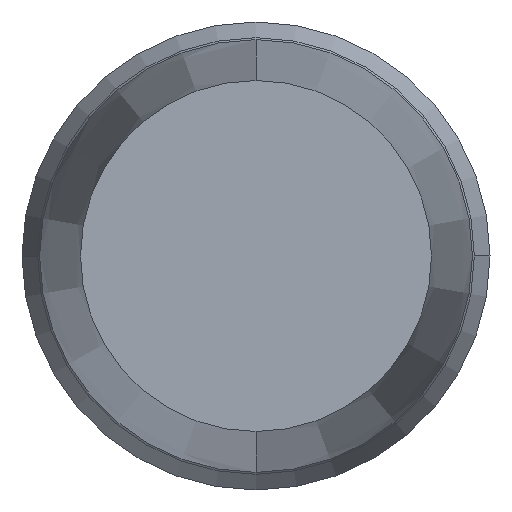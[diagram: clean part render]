
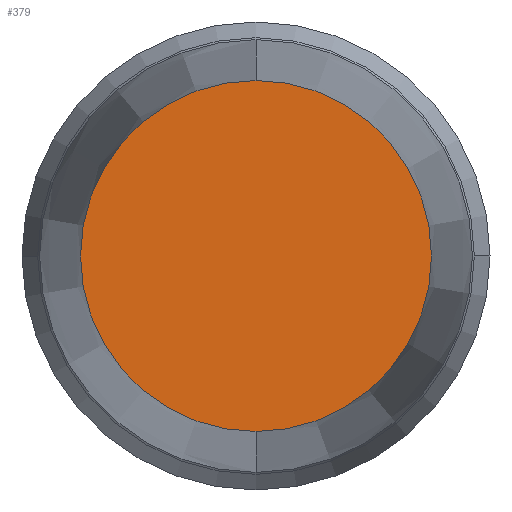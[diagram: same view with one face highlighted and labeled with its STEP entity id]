
A CAD part, front view. The second image highlights one B-rep face of the part: STEP entity #379.
In plain terms, the highlighted planar face has unit normal (0, -1, 0).
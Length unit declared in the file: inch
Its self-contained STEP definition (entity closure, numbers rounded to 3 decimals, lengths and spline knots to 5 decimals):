
#18 = DIRECTION ( 'NONE',  ( 0., 0., -1. ) ) ;
#29 = EDGE_CURVE ( 'NONE', #190, #444, #299, .T. ) ;
#65 = CARTESIAN_POINT ( 'NONE',  ( 0., 0., 0. ) ) ;
#99 = CIRCLE ( 'NONE', #208, 0.09375 ) ;
#100 = PLANE ( 'NONE',  #173 ) ;
#149 = DIRECTION ( 'NONE',  ( 0., 0., -1. ) ) ;
#173 = AXIS2_PLACEMENT_3D ( 'NONE', #255, #281, #149 ) ;
#190 = VERTEX_POINT ( 'NONE', #443 ) ;
#203 = EDGE_LOOP ( 'NONE', ( #420, #224 ) ) ;
#208 = AXIS2_PLACEMENT_3D ( 'NONE', #298, #330, #18 ) ;
#223 = EDGE_CURVE ( 'NONE', #444, #190, #99, .T. ) ;
#224 = ORIENTED_EDGE ( 'NONE', *, *, #29, .T. ) ;
#225 = DIRECTION ( 'NONE',  ( 0., -1., 0. ) ) ;
#238 = DIRECTION ( 'NONE',  ( 0., 0., -1. ) ) ;
#255 = CARTESIAN_POINT ( 'NONE',  ( 0., 0., 0. ) ) ;
#259 = AXIS2_PLACEMENT_3D ( 'NONE', #65, #225, #238 ) ;
#276 = FACE_OUTER_BOUND ( 'NONE', #203, .T. ) ;
#281 = DIRECTION ( 'NONE',  ( 0., -1., 0. ) ) ;
#298 = CARTESIAN_POINT ( 'NONE',  ( 0., 0., 0. ) ) ;
#299 = CIRCLE ( 'NONE', #259, 0.09375 ) ;
#330 = DIRECTION ( 'NONE',  ( 0., -1., 0. ) ) ;
#360 = CARTESIAN_POINT ( 'NONE',  ( 0., 0., 0.09375 ) ) ;
#379 = ADVANCED_FACE ( 'NONE', ( #276 ), #100, .T. ) ;
#420 = ORIENTED_EDGE ( 'NONE', *, *, #223, .T. ) ;
#443 = CARTESIAN_POINT ( 'NONE',  ( 0., 0., -0.09375 ) ) ;
#444 = VERTEX_POINT ( 'NONE', #360 ) ;
